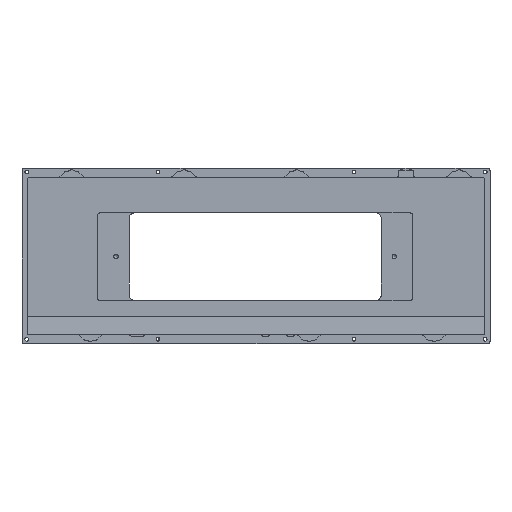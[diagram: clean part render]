
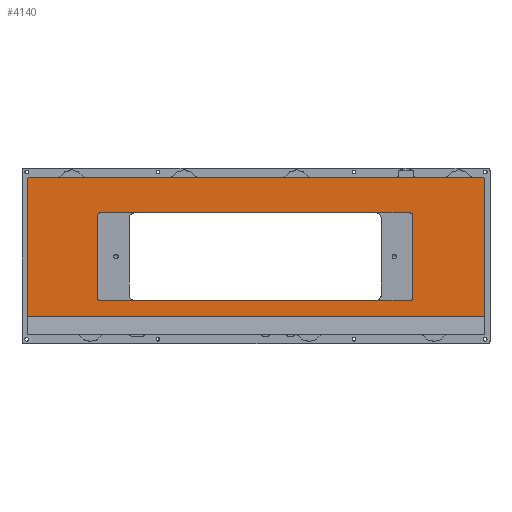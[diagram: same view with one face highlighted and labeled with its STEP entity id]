
A CAD part, top view. The second image highlights one B-rep face of the part: STEP entity #4140.
In plain terms, the highlighted planar face has unit normal (0, 0, 1).
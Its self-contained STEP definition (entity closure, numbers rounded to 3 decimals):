
#68=FACE_BOUND('',#816,.T.);
#258=CIRCLE('',#4544,2.);
#260=CIRCLE('',#4548,2.);
#262=CIRCLE('',#4552,2.);
#264=CIRCLE('',#4556,2.);
#269=CIRCLE('',#4572,2.);
#270=CIRCLE('',#4573,2.);
#579=FACE_OUTER_BOUND('',#815,.T.);
#815=EDGE_LOOP('',(#3747,#3748,#3749,#3750,#3751,#3752));
#816=EDGE_LOOP('',(#3753,#3754,#3755,#3756,#3757,#3758,#3759,#3760));
#1010=LINE('',#6417,#1393);
#1142=LINE('',#6764,#1525);
#1145=LINE('',#6770,#1528);
#1177=LINE('',#6997,#1560);
#1186=LINE('',#7017,#1569);
#1193=LINE('',#7034,#1576);
#1196=LINE('',#7043,#1579);
#1203=LINE('',#7067,#1586);
#1393=VECTOR('',#5089,10.);
#1525=VECTOR('',#5475,10.);
#1528=VECTOR('',#5480,10.);
#1560=VECTOR('',#5712,10.);
#1569=VECTOR('',#5729,10.);
#1576=VECTOR('',#5744,10.);
#1579=VECTOR('',#5755,10.);
#1586=VECTOR('',#5788,10.);
#1832=VERTEX_POINT('',#6414);
#1833=VERTEX_POINT('',#6416);
#1920=VERTEX_POINT('',#6761);
#1921=VERTEX_POINT('',#6763);
#1922=VERTEX_POINT('',#6767);
#1923=VERTEX_POINT('',#6769);
#1978=VERTEX_POINT('',#6990);
#1979=VERTEX_POINT('',#6992);
#1980=VERTEX_POINT('',#6996);
#1986=VERTEX_POINT('',#7010);
#1987=VERTEX_POINT('',#7012);
#1990=VERTEX_POINT('',#7022);
#1991=VERTEX_POINT('',#7024);
#1995=VERTEX_POINT('',#7038);
#2293=EDGE_CURVE('',#1832,#1833,#1010,.T.);
#2467=EDGE_CURVE('',#1920,#1921,#1142,.T.);
#2470=EDGE_CURVE('',#1922,#1923,#1145,.T.);
#2555=EDGE_CURVE('',#1978,#1979,#258,.T.);
#2557=EDGE_CURVE('',#1980,#1979,#1177,.T.);
#2565=EDGE_CURVE('',#1986,#1987,#260,.T.);
#2568=EDGE_CURVE('',#1978,#1987,#1186,.T.);
#2571=EDGE_CURVE('',#1990,#1991,#262,.T.);
#2577=EDGE_CURVE('',#1986,#1991,#1193,.T.);
#2579=EDGE_CURVE('',#1980,#1995,#264,.T.);
#2582=EDGE_CURVE('',#1990,#1995,#1196,.T.);
#2593=EDGE_CURVE('',#1922,#1921,#1203,.T.);
#2594=EDGE_CURVE('',#1920,#1833,#269,.T.);
#2595=EDGE_CURVE('',#1832,#1923,#270,.T.);
#3747=ORIENTED_EDGE('',*,*,#2593,.T.);
#3748=ORIENTED_EDGE('',*,*,#2467,.F.);
#3749=ORIENTED_EDGE('',*,*,#2594,.T.);
#3750=ORIENTED_EDGE('',*,*,#2293,.F.);
#3751=ORIENTED_EDGE('',*,*,#2595,.T.);
#3752=ORIENTED_EDGE('',*,*,#2470,.F.);
#3753=ORIENTED_EDGE('',*,*,#2577,.T.);
#3754=ORIENTED_EDGE('',*,*,#2571,.F.);
#3755=ORIENTED_EDGE('',*,*,#2582,.T.);
#3756=ORIENTED_EDGE('',*,*,#2579,.F.);
#3757=ORIENTED_EDGE('',*,*,#2557,.T.);
#3758=ORIENTED_EDGE('',*,*,#2555,.F.);
#3759=ORIENTED_EDGE('',*,*,#2568,.T.);
#3760=ORIENTED_EDGE('',*,*,#2565,.F.);
#3933=PLANE('',#4571);
#4140=ADVANCED_FACE('',(#579,#68),#3933,.T.);
#4544=AXIS2_PLACEMENT_3D('',#6993,#5707,#5708);
#4548=AXIS2_PLACEMENT_3D('',#7013,#5723,#5724);
#4552=AXIS2_PLACEMENT_3D('',#7025,#5735,#5736);
#4556=AXIS2_PLACEMENT_3D('',#7039,#5749,#5750);
#4571=AXIS2_PLACEMENT_3D('',#7068,#5789,#5790);
#4572=AXIS2_PLACEMENT_3D('',#7069,#5791,#5792);
#4573=AXIS2_PLACEMENT_3D('',#7070,#5793,#5794);
#5089=DIRECTION('',(1.,0.,0.));
#5475=DIRECTION('',(0.,-1.,0.));
#5480=DIRECTION('',(0.,1.,0.));
#5707=DIRECTION('center_axis',(0.,0.,1.));
#5708=DIRECTION('ref_axis',(0.707,0.707,0.));
#5712=DIRECTION('',(1.,0.,0.));
#5723=DIRECTION('center_axis',(0.,0.,1.));
#5724=DIRECTION('ref_axis',(0.707,-0.707,0.));
#5729=DIRECTION('',(0.,-1.,0.));
#5735=DIRECTION('center_axis',(0.,0.,1.));
#5736=DIRECTION('ref_axis',(-0.707,-0.707,0.));
#5744=DIRECTION('',(-1.,0.,0.));
#5749=DIRECTION('center_axis',(0.,0.,1.));
#5750=DIRECTION('ref_axis',(-0.707,0.707,0.));
#5755=DIRECTION('',(0.,1.,0.));
#5788=DIRECTION('',(1.,0.,0.));
#5789=DIRECTION('center_axis',(0.,0.,1.));
#5790=DIRECTION('ref_axis',(1.,0.,0.));
#5791=DIRECTION('center_axis',(0.,0.,1.));
#5792=DIRECTION('ref_axis',(0.707,0.707,0.));
#5793=DIRECTION('center_axis',(0.,0.,1.));
#5794=DIRECTION('ref_axis',(-0.707,0.707,0.));
#6414=CARTESIAN_POINT('',(1.525,0.475,-8.3));
#6416=CARTESIAN_POINT('',(346.138,0.475,-8.3));
#6417=CARTESIAN_POINT('',(86.678,0.475,-8.3));
#6761=CARTESIAN_POINT('',(348.138,-1.525,-8.3));
#6763=CARTESIAN_POINT('',(348.138,-105.32,-8.3));
#6764=CARTESIAN_POINT('',(348.138,-29.528,-8.3));
#6767=CARTESIAN_POINT('',(-0.475,-105.32,-8.3));
#6769=CARTESIAN_POINT('',(-0.475,-1.525,-8.3));
#6770=CARTESIAN_POINT('',(-0.475,-89.534,-8.3));
#6990=CARTESIAN_POINT('',(293.212,-28.69,-8.3));
#6992=CARTESIAN_POINT('',(291.212,-26.69,-8.3));
#6993=CARTESIAN_POINT('Origin',(291.212,-28.69,-8.3));
#6996=CARTESIAN_POINT('',(55.159,-26.69,-8.3));
#6997=CARTESIAN_POINT('',(125.51,-26.69,-8.3));
#7010=CARTESIAN_POINT('',(291.212,-93.349,-8.3));
#7012=CARTESIAN_POINT('',(293.212,-91.349,-8.3));
#7013=CARTESIAN_POINT('Origin',(291.212,-91.349,-8.3));
#7017=CARTESIAN_POINT('',(293.212,-43.111,-8.3));
#7022=CARTESIAN_POINT('',(53.159,-91.349,-8.3));
#7024=CARTESIAN_POINT('',(55.159,-93.349,-8.3));
#7025=CARTESIAN_POINT('Origin',(55.159,-91.349,-8.3));
#7034=CARTESIAN_POINT('',(233.522,-93.349,-8.3));
#7038=CARTESIAN_POINT('',(53.159,-28.69,-8.3));
#7039=CARTESIAN_POINT('Origin',(55.159,-28.69,-8.3));
#7043=CARTESIAN_POINT('',(53.159,-76.44,-8.3));
#7067=CARTESIAN_POINT('',(-0.475,-105.32,-8.3));
#7068=CARTESIAN_POINT('Origin',(173.831,-59.531,-8.3));
#7069=CARTESIAN_POINT('Origin',(346.138,-1.525,-8.3));
#7070=CARTESIAN_POINT('Origin',(1.525,-1.525,-8.3));
